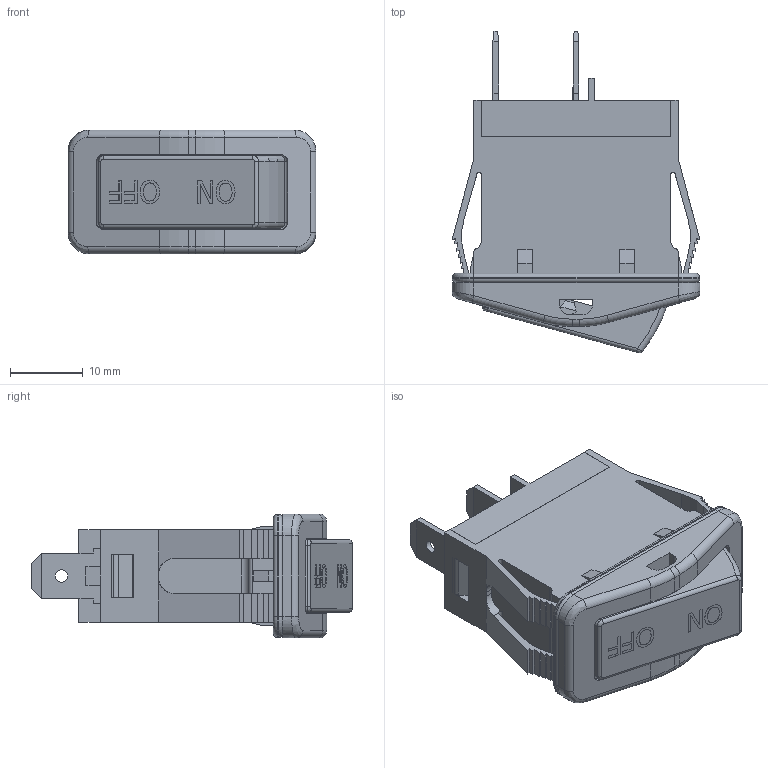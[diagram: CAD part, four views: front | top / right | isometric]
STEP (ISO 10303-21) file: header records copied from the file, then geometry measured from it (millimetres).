
FILE_DESCRIPTION(/* description */ (''),/* implementation_level */ '2;1');
FILE_NAME(/* name */ 'RB34xxxxx4.stp',/* time_stamp */ '2025-02-19T09:01:05-06:00',/* author */ ('jsteinblock'),/* organization */ (''),/* preprocessor_version */ 'ST-DEVELOPER v20',/* originating_system */ 'Autodesk Inventor 2022',/* authorisation */ '');
FILE_SCHEMA (('AUTOMOTIVE_DESIGN { 1 0 10303 214 3 1 1 }'));
Length unit declared in the file: inch
Products named in the file (1): RB34xxxxx4
Bounding box: 34 x 44.1 x 17 mm (x, y, z)
Volume: 6616.2 mm3; surface area: 11074.4 mm2
Topology: 1 solids, 1 shells, 596 faces, 1654 edges, 1070 vertices
Faces by surface type: plane 432, cylinder 92, bspline 52, torus 18, cone 2
Full cylindrical faces by diameter (mm): 1.7 x2, 3 x1, 4.52 x1, 5.2 x1
Entity records: 19618 total; most frequent: CARTESIAN_POINT 4448, ORIENTED_EDGE 3308, DIRECTION 2868, EDGE_CURVE 1654, LINE 1306, VECTOR 1306, VERTEX_POINT 1070, AXIS2_PLACEMENT_3D 781
